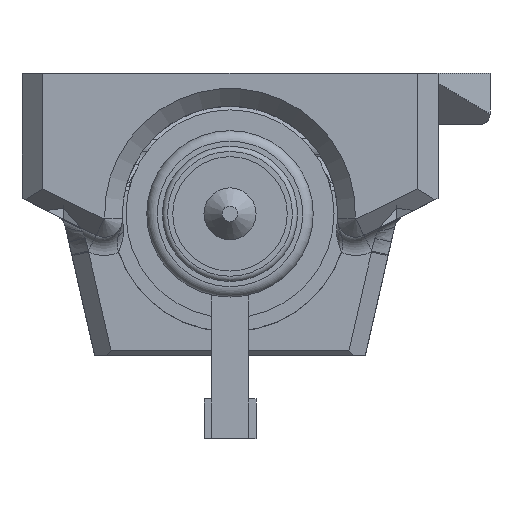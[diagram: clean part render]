
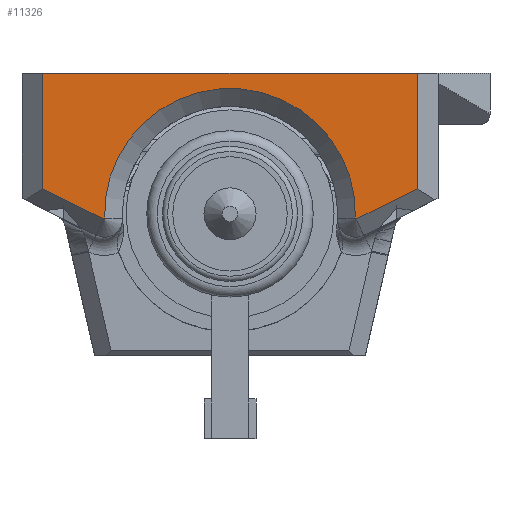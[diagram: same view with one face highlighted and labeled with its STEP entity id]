
A CAD part, front view. The second image highlights one B-rep face of the part: STEP entity #11326.
In plain terms, the highlighted planar face has unit normal (0, -1, 0).
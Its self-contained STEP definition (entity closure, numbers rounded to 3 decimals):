
#979=PLANE('',#12429);
#1479=LINE('',#21652,#2295);
#1710=LINE('',#28066,#2526);
#1720=LINE('',#28098,#2536);
#1723=LINE('',#28103,#2539);
#1739=LINE('',#28130,#2555);
#2295=VECTOR('',#14296,1000.);
#2526=VECTOR('',#14991,10.);
#2536=VECTOR('',#15021,10.);
#2539=VECTOR('',#15026,1000.);
#2555=VECTOR('',#15046,1000.);
#3393=FACE_OUTER_BOUND('',#4102,.T.);
#4102=EDGE_LOOP('',(#10234,#10235,#10236,#10237,#10238,#10239,#10240,#10241));
#4627=CIRCLE('',#12419,0.042);
#4629=CIRCLE('',#12422,12.06);
#4631=CIRCLE('',#12425,0.042);
#5193=VERTEX_POINT('',#21649);
#5194=VERTEX_POINT('',#21651);
#5630=VERTEX_POINT('',#28063);
#5631=VERTEX_POINT('',#28065);
#5635=VERTEX_POINT('',#28075);
#5637=VERTEX_POINT('',#28081);
#5639=VERTEX_POINT('',#28087);
#5643=VERTEX_POINT('',#28096);
#6575=EDGE_CURVE('',#5193,#5194,#1479,.T.);
#7208=EDGE_CURVE('',#5630,#5631,#1710,.T.);
#7214=EDGE_CURVE('',#5635,#5630,#4627,.T.);
#7217=EDGE_CURVE('',#5637,#5635,#4629,.T.);
#7220=EDGE_CURVE('',#5639,#5637,#4631,.T.);
#7224=EDGE_CURVE('',#5643,#5639,#1720,.T.);
#7227=EDGE_CURVE('',#5193,#5631,#1723,.T.);
#7243=EDGE_CURVE('',#5643,#5194,#1739,.T.);
#10234=ORIENTED_EDGE('',*,*,#7208,.F.);
#10235=ORIENTED_EDGE('',*,*,#7214,.F.);
#10236=ORIENTED_EDGE('',*,*,#7217,.F.);
#10237=ORIENTED_EDGE('',*,*,#7220,.F.);
#10238=ORIENTED_EDGE('',*,*,#7224,.F.);
#10239=ORIENTED_EDGE('',*,*,#7243,.T.);
#10240=ORIENTED_EDGE('',*,*,#6575,.F.);
#10241=ORIENTED_EDGE('',*,*,#7227,.T.);
#11326=ADVANCED_FACE('',(#3393),#979,.T.);
#12419=AXIS2_PLACEMENT_3D('',#28077,#15000,#15001);
#12422=AXIS2_PLACEMENT_3D('',#28083,#15007,#15008);
#12425=AXIS2_PLACEMENT_3D('',#28089,#15014,#15015);
#12429=AXIS2_PLACEMENT_3D('',#28129,#15044,#15045);
#14296=DIRECTION('',(1.,0.,0.));
#14991=DIRECTION('',(-0.894,0.,0.447));
#15000=DIRECTION('center_axis',(0.,1.,0.));
#15001=DIRECTION('ref_axis',(0.543,0.,-0.84));
#15007=DIRECTION('center_axis',(0.,-1.,0.));
#15008=DIRECTION('ref_axis',(1.,0.,0.));
#15014=DIRECTION('center_axis',(0.,1.,0.));
#15015=DIRECTION('ref_axis',(-0.543,0.,-0.84));
#15021=DIRECTION('',(-0.894,0.,-0.447));
#15026=DIRECTION('',(0.,0.,-1.));
#15044=DIRECTION('center_axis',(0.,-1.,0.));
#15045=DIRECTION('ref_axis',(1.,0.,0.));
#15046=DIRECTION('',(0.,0.,1.));
#21649=CARTESIAN_POINT('',(-18.515,6.75,-4.362));
#21651=CARTESIAN_POINT('',(17.485,6.75,-4.362));
#21652=CARTESIAN_POINT('',(-10.915,6.75,-4.362));
#28063=CARTESIAN_POINT('',(-12.626,6.75,-18.394));
#28065=CARTESIAN_POINT('',(-18.515,6.75,-15.45));
#28066=CARTESIAN_POINT('',(-9.101,6.75,-20.157));
#28075=CARTESIAN_POINT('',(-12.565,6.75,-18.355));
#28077=CARTESIAN_POINT('Origin',(-12.607,6.75,-18.357));
#28081=CARTESIAN_POINT('',(11.535,6.75,-18.355));
#28083=CARTESIAN_POINT('Origin',(-0.515,6.75,-17.862));
#28087=CARTESIAN_POINT('',(11.595,6.75,-18.394));
#28089=CARTESIAN_POINT('Origin',(11.577,6.75,-18.357));
#28096=CARTESIAN_POINT('',(17.485,6.75,-15.45));
#28098=CARTESIAN_POINT('',(8.831,6.75,-19.777));
#28103=CARTESIAN_POINT('',(-18.515,6.75,-16.362));
#28129=CARTESIAN_POINT('Origin',(0.435,6.75,-17.987));
#28130=CARTESIAN_POINT('',(17.485,6.75,-4.362));
